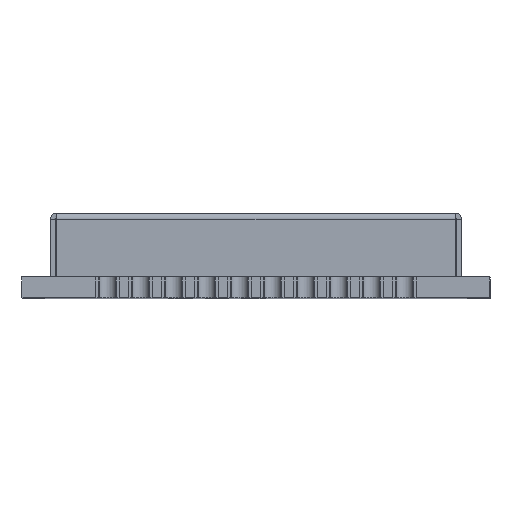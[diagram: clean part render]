
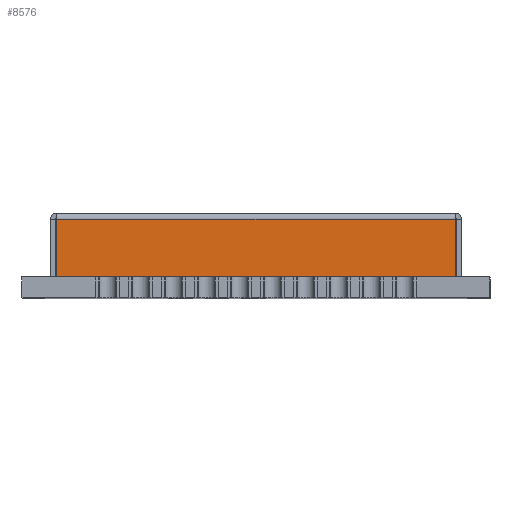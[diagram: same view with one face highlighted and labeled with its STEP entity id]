
A CAD part, top view. The second image highlights one B-rep face of the part: STEP entity #8576.
In plain terms, the highlighted planar face has unit normal (0, 0, 1).
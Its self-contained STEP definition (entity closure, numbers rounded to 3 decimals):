
#521 = LINE ( 'NONE', #9515, #8579 ) ;
#1818 = EDGE_LOOP ( 'NONE', ( #16360, #22121, #9763, #5233 ) ) ;
#2129 = VERTEX_POINT ( 'NONE', #4941 ) ;
#2154 = VECTOR ( 'NONE', #11091, 1000. ) ;
#3361 = VERTEX_POINT ( 'NONE', #17918 ) ;
#4758 = CARTESIAN_POINT ( 'NONE',  ( 7.9, 0.8, 11.7 ) ) ;
#4941 = CARTESIAN_POINT ( 'NONE',  ( 7.665, 3.025, 11.7 ) ) ;
#5149 = EDGE_CURVE ( 'NONE', #3361, #2129, #23449, .T. ) ;
#5233 = ORIENTED_EDGE ( 'NONE', *, *, #5149, .F. ) ;
#6640 = AXIS2_PLACEMENT_3D ( 'NONE', #24496, #14054, #7607 ) ;
#7607 = DIRECTION ( 'NONE',  ( 0., 1., 0. ) ) ;
#7746 = VERTEX_POINT ( 'NONE', #10756 ) ;
#7973 = EDGE_CURVE ( 'NONE', #2129, #14919, #521, .T. ) ;
#8576 = ADVANCED_FACE ( 'NONE', ( #17842 ), #16308, .F. ) ;
#8579 = VECTOR ( 'NONE', #24339, 1000. ) ;
#8951 = DIRECTION ( 'NONE',  ( -1., 0., 0. ) ) ;
#9438 = CARTESIAN_POINT ( 'NONE',  ( -7.675, 3.025, 11.7 ) ) ;
#9515 = CARTESIAN_POINT ( 'NONE',  ( 7.665, 3.05, 11.7 ) ) ;
#9763 = ORIENTED_EDGE ( 'NONE', *, *, #7973, .F. ) ;
#10756 = CARTESIAN_POINT ( 'NONE',  ( -7.665, 0.8, 11.7 ) ) ;
#10763 = VECTOR ( 'NONE', #10858, 1000. ) ;
#10858 = DIRECTION ( 'NONE',  ( 1., 0., 0. ) ) ;
#11091 = DIRECTION ( 'NONE',  ( 0., -1., 0. ) ) ;
#14054 = DIRECTION ( 'NONE',  ( 0., 0., -1. ) ) ;
#14919 = VERTEX_POINT ( 'NONE', #23597 ) ;
#15045 = EDGE_CURVE ( 'NONE', #3361, #7746, #23232, .T. ) ;
#16308 = PLANE ( 'NONE',  #6640 ) ;
#16360 = ORIENTED_EDGE ( 'NONE', *, *, #15045, .T. ) ;
#17842 = FACE_OUTER_BOUND ( 'NONE', #1818, .T. ) ;
#17918 = CARTESIAN_POINT ( 'NONE',  ( -7.665, 3.025, 11.7 ) ) ;
#19565 = CARTESIAN_POINT ( 'NONE',  ( -7.665, 3.05, 11.7 ) ) ;
#20423 = EDGE_CURVE ( 'NONE', #14919, #7746, #21476, .T. ) ;
#21147 = VECTOR ( 'NONE', #8951, 1000. ) ;
#21476 = LINE ( 'NONE', #4758, #21147 ) ;
#22121 = ORIENTED_EDGE ( 'NONE', *, *, #20423, .F. ) ;
#23232 = LINE ( 'NONE', #19565, #2154 ) ;
#23449 = LINE ( 'NONE', #9438, #10763 ) ;
#23597 = CARTESIAN_POINT ( 'NONE',  ( 7.665, 0.8, 11.7 ) ) ;
#24339 = DIRECTION ( 'NONE',  ( 0., -1., 0. ) ) ;
#24496 = CARTESIAN_POINT ( 'NONE',  ( 0., 0., 11.7 ) ) ;
